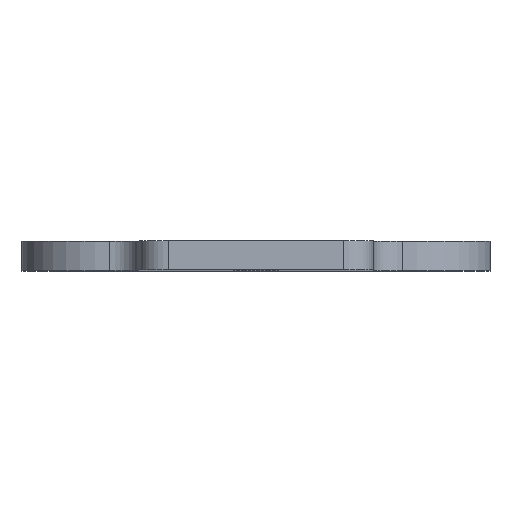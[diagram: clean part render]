
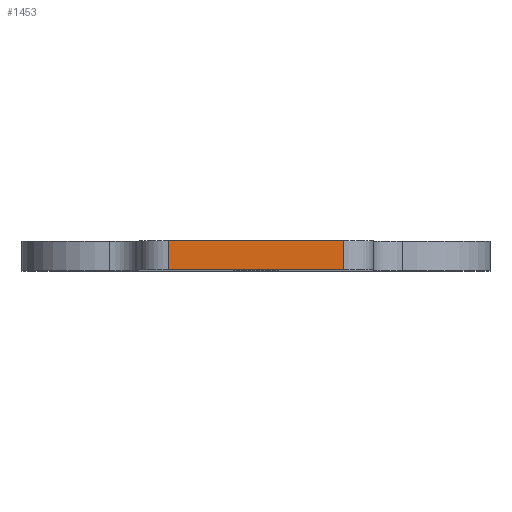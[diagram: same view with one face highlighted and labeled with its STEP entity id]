
A CAD part, top view. The second image highlights one B-rep face of the part: STEP entity #1453.
In plain terms, the highlighted planar face has unit normal (0, 0, 1).
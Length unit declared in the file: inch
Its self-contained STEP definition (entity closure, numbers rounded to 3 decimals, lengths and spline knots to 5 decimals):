
#69 = CARTESIAN_POINT ( 'NONE',  ( -0.5, 0.125, 2.75 ) ) ;
#74 = CARTESIAN_POINT ( 'NONE',  ( -0.5, 0., 2.75 ) ) ;
#75 = EDGE_CURVE ( 'NONE', #101, #1530, #1654, .T. ) ;
#77 = DIRECTION ( 'NONE',  ( 0., 1., 0. ) ) ;
#95 = AXIS2_PLACEMENT_3D ( 'NONE', #1311, #1193, #497 ) ;
#101 = VERTEX_POINT ( 'NONE', #1093 ) ;
#198 = CARTESIAN_POINT ( 'NONE',  ( 0.375, 0., 2.75 ) ) ;
#244 = CARTESIAN_POINT ( 'NONE',  ( -0.375, 0.125, 2.75 ) ) ;
#278 = EDGE_LOOP ( 'NONE', ( #566, #982, #1273, #792 ) ) ;
#336 = LINE ( 'NONE', #69, #819 ) ;
#345 = EDGE_CURVE ( 'NONE', #1530, #1090, #1319, .T. ) ;
#466 = VECTOR ( 'NONE', #1514, 39.37008 ) ;
#497 = DIRECTION ( 'NONE',  ( -1., 0., 0. ) ) ;
#505 = CARTESIAN_POINT ( 'NONE',  ( 0.375, 0.125, 2.75 ) ) ;
#566 = ORIENTED_EDGE ( 'NONE', *, *, #1486, .F. ) ;
#619 = DIRECTION ( 'NONE',  ( 1., 0., 0. ) ) ;
#792 = ORIENTED_EDGE ( 'NONE', *, *, #1360, .T. ) ;
#819 = VECTOR ( 'NONE', #619, 39.37008 ) ;
#823 = VERTEX_POINT ( 'NONE', #978 ) ;
#978 = CARTESIAN_POINT ( 'NONE',  ( 0.375, 0.125, 2.75 ) ) ;
#982 = ORIENTED_EDGE ( 'NONE', *, *, #75, .T. ) ;
#1090 = VERTEX_POINT ( 'NONE', #198 ) ;
#1093 = CARTESIAN_POINT ( 'NONE',  ( -0.375, 0.125, 2.75 ) ) ;
#1193 = DIRECTION ( 'NONE',  ( 0., 0., -1. ) ) ;
#1238 = CARTESIAN_POINT ( 'NONE',  ( -0.375, 0., 2.75 ) ) ;
#1273 = ORIENTED_EDGE ( 'NONE', *, *, #345, .T. ) ;
#1311 = CARTESIAN_POINT ( 'NONE',  ( -0.5, 0.125, 2.75 ) ) ;
#1319 = LINE ( 'NONE', #74, #1700 ) ;
#1344 = FACE_OUTER_BOUND ( 'NONE', #278, .T. ) ;
#1360 = EDGE_CURVE ( 'NONE', #1090, #823, #1745, .T. ) ;
#1453 = ADVANCED_FACE ( 'NONE', ( #1344 ), #1756, .F. ) ;
#1486 = EDGE_CURVE ( 'NONE', #101, #823, #336, .T. ) ;
#1514 = DIRECTION ( 'NONE',  ( 0., -1., 0. ) ) ;
#1530 = VERTEX_POINT ( 'NONE', #1238 ) ;
#1551 = VECTOR ( 'NONE', #77, 39.37008 ) ;
#1578 = DIRECTION ( 'NONE',  ( 1., 0., 0. ) ) ;
#1654 = LINE ( 'NONE', #244, #466 ) ;
#1700 = VECTOR ( 'NONE', #1578, 39.37008 ) ;
#1745 = LINE ( 'NONE', #505, #1551 ) ;
#1756 = PLANE ( 'NONE',  #95 ) ;
